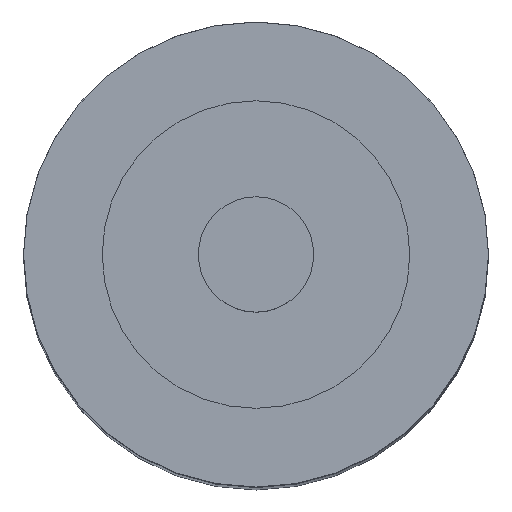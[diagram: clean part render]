
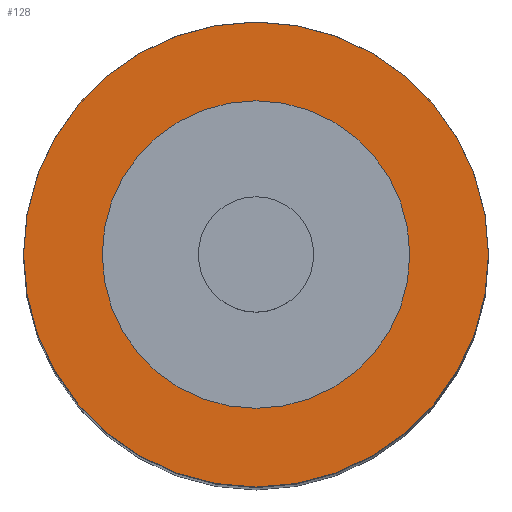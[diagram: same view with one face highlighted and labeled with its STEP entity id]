
A CAD part, top view. The second image highlights one B-rep face of the part: STEP entity #128.
In plain terms, the highlighted planar face has unit normal (0, 0, 1).
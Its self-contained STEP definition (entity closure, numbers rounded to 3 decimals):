
#77 = CARTESIAN_POINT ( 'NONE',  ( 9.075, 0., 9. ) ) ;
#128 = ADVANCED_FACE ( 'NONE', ( #1557 ), #744, .F. ) ;
#196 = CARTESIAN_POINT ( 'NONE',  ( 9.075, 0., 9. ) ) ;
#204 = AXIS2_PLACEMENT_3D ( 'NONE', #196, #1181, #331 ) ;
#211 = AXIS2_PLACEMENT_3D ( 'NONE', #867, #1561, #1305 ) ;
#331 = DIRECTION ( 'NONE',  ( -1., 0., 0. ) ) ;
#434 = CIRCLE ( 'NONE', #211, 9.075 ) ;
#622 = DIRECTION ( 'NONE',  ( 0., 0., -1. ) ) ;
#744 = PLANE ( 'NONE',  #204 ) ;
#780 = ORIENTED_EDGE ( 'NONE', *, *, #1352, .F. ) ;
#842 = ORIENTED_EDGE ( 'NONE', *, *, #1302, .F. ) ;
#867 = CARTESIAN_POINT ( 'NONE',  ( 0., 0., 9. ) ) ;
#966 = CIRCLE ( 'NONE', #1435, 9.075 ) ;
#1181 = DIRECTION ( 'NONE',  ( 0., 0., -1. ) ) ;
#1301 = EDGE_LOOP ( 'NONE', ( #780, #842 ) ) ;
#1302 = EDGE_CURVE ( 'NONE', #1389, #1551, #434, .T. ) ;
#1305 = DIRECTION ( 'NONE',  ( -1., 0., 0. ) ) ;
#1352 = EDGE_CURVE ( 'NONE', #1551, #1389, #966, .T. ) ;
#1389 = VERTEX_POINT ( 'NONE', #77 ) ;
#1435 = AXIS2_PLACEMENT_3D ( 'NONE', #1711, #622, #1720 ) ;
#1545 = CARTESIAN_POINT ( 'NONE',  ( -9.075, 0., 9. ) ) ;
#1551 = VERTEX_POINT ( 'NONE', #1545 ) ;
#1557 = FACE_OUTER_BOUND ( 'NONE', #1301, .T. ) ;
#1561 = DIRECTION ( 'NONE',  ( 0., 0., -1. ) ) ;
#1711 = CARTESIAN_POINT ( 'NONE',  ( 0., 0., 9. ) ) ;
#1720 = DIRECTION ( 'NONE',  ( -1., 0., 0. ) ) ;
